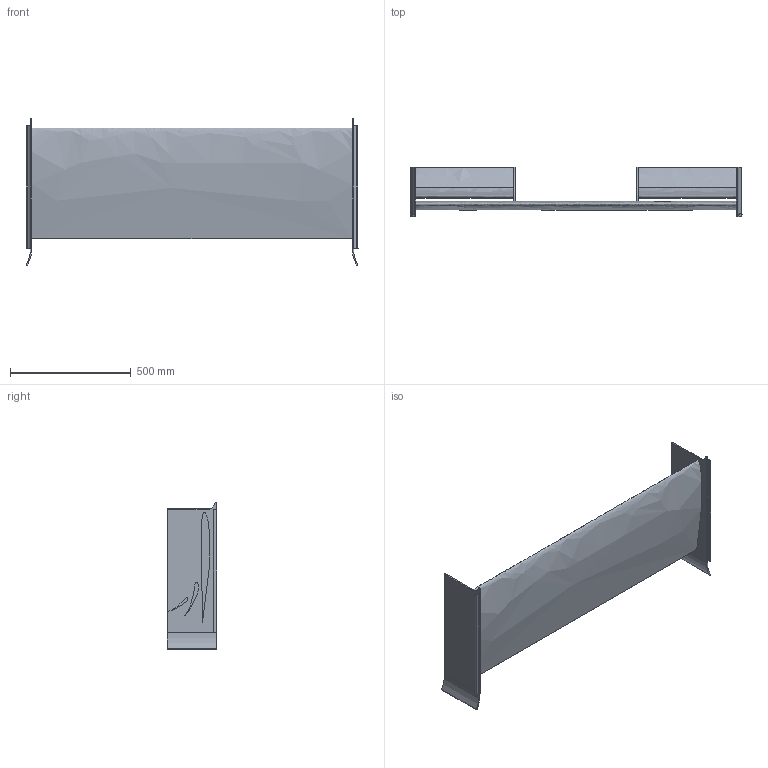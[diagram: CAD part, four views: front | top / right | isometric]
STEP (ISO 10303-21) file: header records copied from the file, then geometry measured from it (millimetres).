
FILE_DESCRIPTION (( 'STEP AP214' ), '1' );
FILE_NAME ('NFR_25_FrontWing_V2 (drew)NO_VORTEX_GENS.STEP', '2024-11-05T04:07:15', ( '' ), ( '' ), 'SwSTEP 2.0', 'SolidWorks 2024', '' );
FILE_SCHEMA (( 'AUTOMOTIVE_DESIGN' ));
Length unit declared in the file: inch
Products named in the file (1): NFR_25_FrontWing_V2 (drew)NO_VORTEX_GENS
Bounding box: 1374.18 x 204 x 607.21 mm (x, y, z)
Volume: 15731344.6 mm3; surface area: 2269458.9 mm2
Topology: 1 solids, 1 shells, 61 faces, 171 edges, 109 vertices
Faces by surface type: plane 29, cylinder 17, bspline 15
Entity records: 3666 total; most frequent: CARTESIAN_POINT 2176, ORIENTED_EDGE 338, DIRECTION 249, EDGE_CURVE 169, VERTEX_POINT 108, VECTOR 91, LINE 91, AXIS2_PLACEMENT_3D 79
